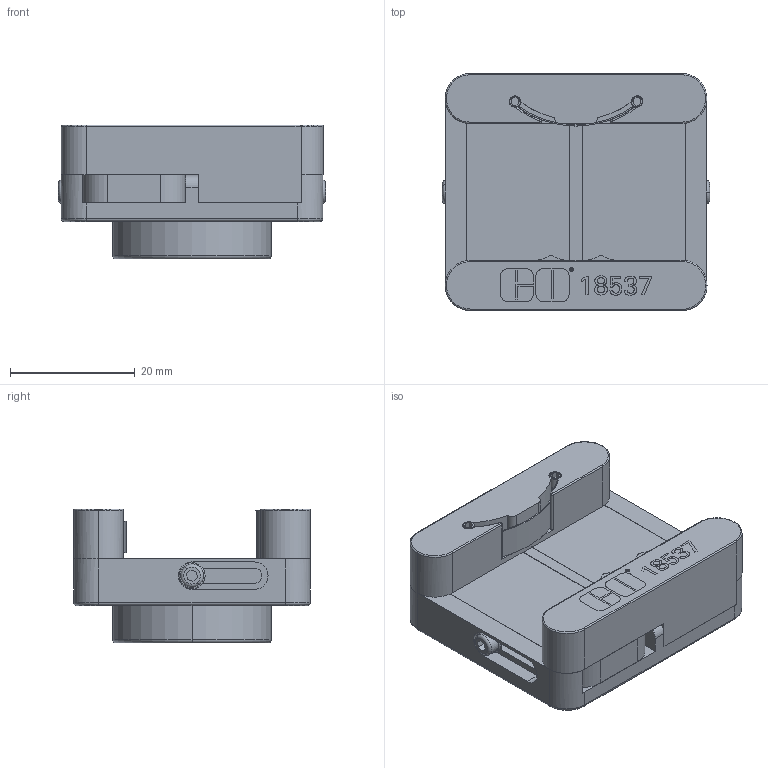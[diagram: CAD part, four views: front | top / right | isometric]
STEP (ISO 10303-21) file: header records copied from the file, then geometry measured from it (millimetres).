
FILE_DESCRIPTION (( 'STEP AP203' ), '1' );
FILE_NAME ('Web Model 18537_18537.step', '2021-11-01T18:36:26', ( '' ), ( '' ), 'SwSTEP 2.0', 'SolidWorks 2018', '' );
FILE_SCHEMA (( 'CONFIG_CONTROL_DESIGN' ));
Length unit declared in the file: millimetre
Products named in the file (1): Web Model 18537_18537
Bounding box: 42.88 x 38 x 21.5 mm (x, y, z)
Volume: 19640.6 mm3; surface area: 11797.2 mm2
Topology: 11 solids, 11 shells, 265 faces, 727 edges, 503 vertices
Faces by surface type: plane 125, cylinder 90, torus 26, cone 24
Entity records: 9243 total; most frequent: CARTESIAN_POINT 2358, ORIENTED_EDGE 1438, DIRECTION 1389, EDGE_CURVE 719, VERTEX_POINT 503, AXIS2_PLACEMENT_3D 499, VECTOR 391, LINE 391
